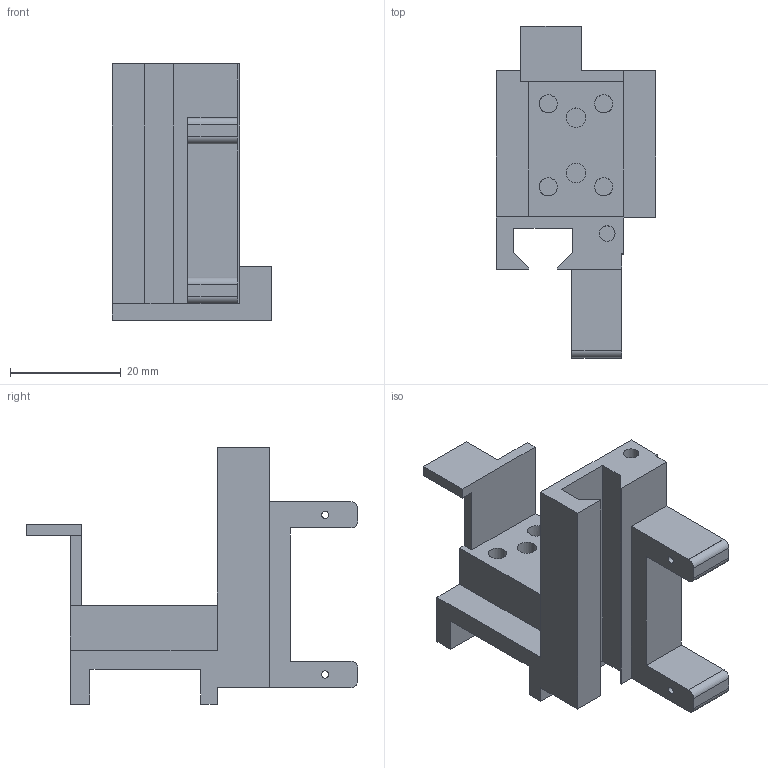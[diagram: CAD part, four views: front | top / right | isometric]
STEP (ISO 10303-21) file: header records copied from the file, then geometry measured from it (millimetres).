
FILE_DESCRIPTION(/* description */ (''),/* implementation_level */ '2;1');
FILE_NAME(/* name */ 'Arm_holder.step',/* time_stamp */ '2023-03-16T20:11:57+01:00',/* author */ (''),/* organization */ (''),/* preprocessor_version */ 'ST-DEVELOPER v19.2',/* originating_system */ 'Autodesk Translation Framework v11.17.0.187',/* authorisation */ '');
FILE_SCHEMA (('AUTOMOTIVE_DESIGN { 1 0 10303 214 3 1 1 }'));
Length unit declared in the file: millimetre
Products named in the file (1): Arm_holder
Bounding box: 28.9 x 59.94 x 46.33 mm (x, y, z)
Volume: 16111.9 mm3; surface area: 9439.9 mm2
Topology: 1 solids, 1 shells, 63 faces, 166 edges, 112 vertices
Faces by surface type: plane 50, cylinder 13
Full cylindrical faces by diameter (mm): 1.3 x2, 2.8 x1, 3.3 x4, 3.5 x2
Entity records: 1990 total; most frequent: CARTESIAN_POINT 342, ORIENTED_EDGE 332, DIRECTION 324, EDGE_CURVE 166, LINE 136, VECTOR 136, VERTEX_POINT 112, AXIS2_PLACEMENT_3D 94
